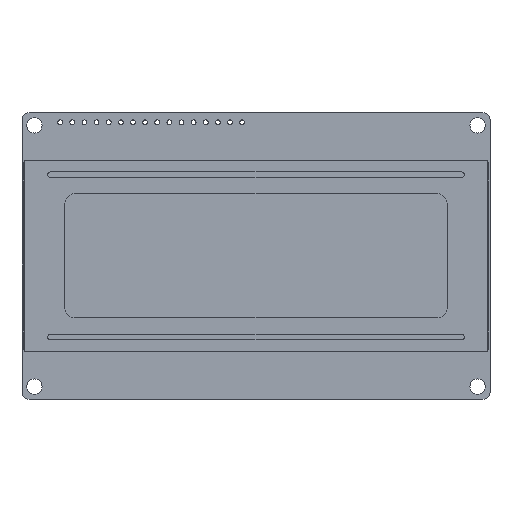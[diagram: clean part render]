
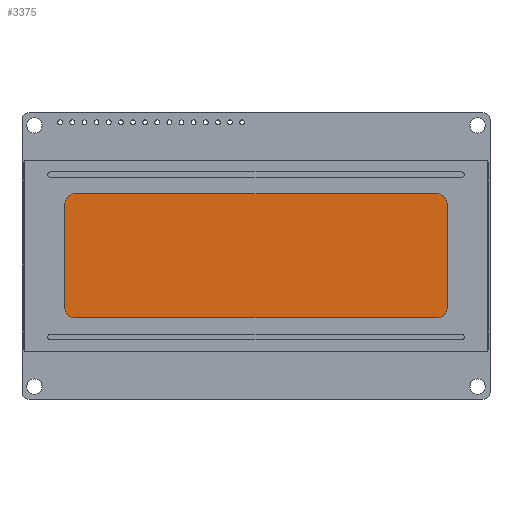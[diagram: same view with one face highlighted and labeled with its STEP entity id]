
A CAD part, top view. The second image highlights one B-rep face of the part: STEP entity #3375.
In plain terms, the highlighted planar face has unit normal (0, 0, 1).
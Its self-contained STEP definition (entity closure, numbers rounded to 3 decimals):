
#3233 = VERTEX_POINT('',#3234);
#3234 = CARTESIAN_POINT('',(-38.,13.,1.));
#3240 = EDGE_CURVE('',#3233,#3241,#3243,.T.);
#3241 = VERTEX_POINT('',#3242);
#3242 = CARTESIAN_POINT('',(38.,13.,1.));
#3243 = LINE('',#3244,#3245);
#3244 = CARTESIAN_POINT('',(-40.,13.,1.));
#3245 = VECTOR('',#3246,1.);
#3246 = DIRECTION('',(1.,0.,0.));
#3331 = VERTEX_POINT('',#3332);
#3332 = CARTESIAN_POINT('',(-40.,11.,1.));
#3338 = EDGE_CURVE('',#3233,#3331,#3339,.T.);
#3339 = CIRCLE('',#3340,2.);
#3340 = AXIS2_PLACEMENT_3D('',#3341,#3342,#3343);
#3341 = CARTESIAN_POINT('',(-38.,11.,1.));
#3342 = DIRECTION('',(-0.,0.,1.));
#3343 = DIRECTION('',(0.,-1.,0.));
#3356 = VERTEX_POINT('',#3357);
#3357 = CARTESIAN_POINT('',(40.,11.,1.));
#3363 = EDGE_CURVE('',#3241,#3356,#3364,.T.);
#3364 = CIRCLE('',#3365,2.);
#3365 = AXIS2_PLACEMENT_3D('',#3366,#3367,#3368);
#3366 = CARTESIAN_POINT('',(38.,11.,1.));
#3367 = DIRECTION('',(-0.,-0.,-1.));
#3368 = DIRECTION('',(0.,-1.,0.));
#3375 = ADVANCED_FACE('',(#3376),#3421,.F.);
#3376 = FACE_BOUND('',#3377,.F.);
#3377 = EDGE_LOOP('',(#3378,#3379,#3380,#3388,#3397,#3405,#3414,#3420));
#3378 = ORIENTED_EDGE('',*,*,#3240,.T.);
#3379 = ORIENTED_EDGE('',*,*,#3363,.T.);
#3380 = ORIENTED_EDGE('',*,*,#3381,.T.);
#3381 = EDGE_CURVE('',#3356,#3382,#3384,.T.);
#3382 = VERTEX_POINT('',#3383);
#3383 = CARTESIAN_POINT('',(40.,-11.,1.));
#3384 = LINE('',#3385,#3386);
#3385 = CARTESIAN_POINT('',(40.,13.,1.));
#3386 = VECTOR('',#3387,1.);
#3387 = DIRECTION('',(0.,-1.,0.));
#3388 = ORIENTED_EDGE('',*,*,#3389,.T.);
#3389 = EDGE_CURVE('',#3382,#3390,#3392,.T.);
#3390 = VERTEX_POINT('',#3391);
#3391 = CARTESIAN_POINT('',(38.,-13.,1.));
#3392 = CIRCLE('',#3393,2.);
#3393 = AXIS2_PLACEMENT_3D('',#3394,#3395,#3396);
#3394 = CARTESIAN_POINT('',(38.,-11.,1.));
#3395 = DIRECTION('',(-0.,-0.,-1.));
#3396 = DIRECTION('',(0.,-1.,0.));
#3397 = ORIENTED_EDGE('',*,*,#3398,.T.);
#3398 = EDGE_CURVE('',#3390,#3399,#3401,.T.);
#3399 = VERTEX_POINT('',#3400);
#3400 = CARTESIAN_POINT('',(-38.,-13.,1.));
#3401 = LINE('',#3402,#3403);
#3402 = CARTESIAN_POINT('',(40.,-13.,1.));
#3403 = VECTOR('',#3404,1.);
#3404 = DIRECTION('',(-1.,0.,0.));
#3405 = ORIENTED_EDGE('',*,*,#3406,.T.);
#3406 = EDGE_CURVE('',#3399,#3407,#3409,.T.);
#3407 = VERTEX_POINT('',#3408);
#3408 = CARTESIAN_POINT('',(-40.,-11.,1.));
#3409 = CIRCLE('',#3410,2.);
#3410 = AXIS2_PLACEMENT_3D('',#3411,#3412,#3413);
#3411 = CARTESIAN_POINT('',(-38.,-11.,1.));
#3412 = DIRECTION('',(-0.,-0.,-1.));
#3413 = DIRECTION('',(0.,-1.,0.));
#3414 = ORIENTED_EDGE('',*,*,#3415,.T.);
#3415 = EDGE_CURVE('',#3407,#3331,#3416,.T.);
#3416 = LINE('',#3417,#3418);
#3417 = CARTESIAN_POINT('',(-40.,-13.,1.));
#3418 = VECTOR('',#3419,1.);
#3419 = DIRECTION('',(0.,1.,0.));
#3420 = ORIENTED_EDGE('',*,*,#3338,.F.);
#3421 = PLANE('',#3422);
#3422 = AXIS2_PLACEMENT_3D('',#3423,#3424,#3425);
#3423 = CARTESIAN_POINT('',(0.,0.,1.));
#3424 = DIRECTION('',(-0.,-0.,-1.));
#3425 = DIRECTION('',(-1.,0.,0.));
